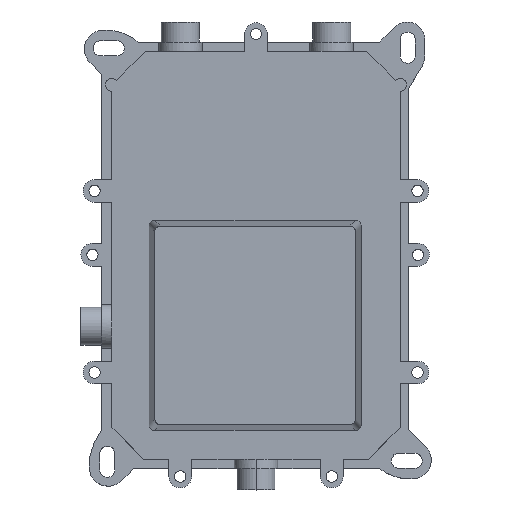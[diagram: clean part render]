
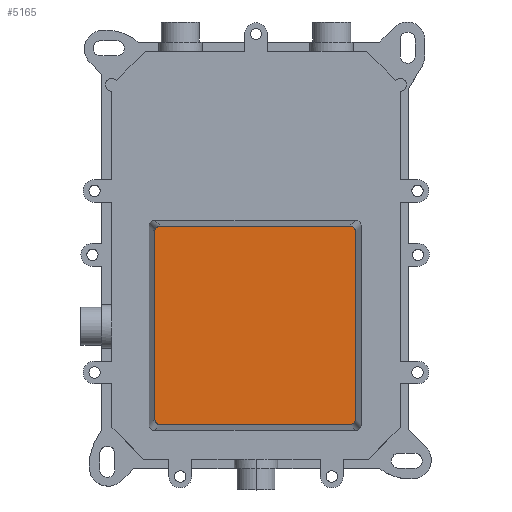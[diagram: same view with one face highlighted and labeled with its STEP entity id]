
A CAD part, top view. The second image highlights one B-rep face of the part: STEP entity #5165.
In plain terms, the highlighted planar face has unit normal (0, 0, 1).
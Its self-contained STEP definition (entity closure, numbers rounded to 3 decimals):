
#63 = CARTESIAN_POINT ( 'NONE',  ( 134.828, 10.28, 264.42 ) ) ;
#77 = LINE ( 'NONE', #181, #2507 ) ;
#181 = CARTESIAN_POINT ( 'NONE',  ( 34.834, 10.28, 264.42 ) ) ;
#253 = CARTESIAN_POINT ( 'NONE',  ( 32.991, 10.881, 264.42 ) ) ;
#352 = CARTESIAN_POINT ( 'NONE',  ( 135.222, 10.28, 264.42 ) ) ;
#359 = EDGE_CURVE ( 'NONE', #3516, #4623, #4353, .T. ) ;
#368 = CARTESIAN_POINT ( 'NONE',  ( 137.828, 12.886, 264.42 ) ) ;
#376 = CARTESIAN_POINT ( 'NONE',  ( 32.991, 114.544, 264.42 ) ) ;
#634 = CARTESIAN_POINT ( 'NONE',  ( 137.828, 112.538, 264.42 ) ) ;
#697 = CARTESIAN_POINT ( 'NONE',  ( 31.834, 112.145, 264.42 ) ) ;
#751 = CARTESIAN_POINT ( 'NONE',  ( 34.05, 10.358, 264.42 ) ) ;
#844 = CARTESIAN_POINT ( 'NONE',  ( 31.834, 112.145, 264.42 ) ) ;
#851 = CARTESIAN_POINT ( 'NONE',  ( 34.05, 115.067, 264.42 ) ) ;
#876 = CARTESIAN_POINT ( 'NONE',  ( 32.213, 113.656, 264.42 ) ) ;
#985 = EDGE_LOOP ( 'NONE', ( #3013, #5046, #4879, #1039, #1994, #3354, #2537, #1931 ) ) ;
#1039 = ORIENTED_EDGE ( 'NONE', *, *, #3046, .T. ) ;
#1117 = CARTESIAN_POINT ( 'NONE',  ( 137.751, 112.929, 264.42 ) ) ;
#1239 = CARTESIAN_POINT ( 'NONE',  ( 34.834, 10.28, 264.42 ) ) ;
#1356 = CARTESIAN_POINT ( 'NONE',  ( 31.834, 112.539, 264.42 ) ) ;
#1512 = EDGE_CURVE ( 'NONE', #5521, #4343, #4580, .T. ) ;
#1530 = VECTOR ( 'NONE', #5499, 1000. ) ;
#1552 = VERTEX_POINT ( 'NONE', #63 ) ;
#1601 = CARTESIAN_POINT ( 'NONE',  ( 137.228, 113.988, 264.42 ) ) ;
#1633 = EDGE_CURVE ( 'NONE', #5461, #3516, #4641, .T. ) ;
#1707 = CARTESIAN_POINT ( 'NONE',  ( 31.834, 12.886, 264.42 ) ) ;
#1931 = ORIENTED_EDGE ( 'NONE', *, *, #1512, .T. ) ;
#1980 = VECTOR ( 'NONE', #5533, 1000. ) ;
#1994 = ORIENTED_EDGE ( 'NONE', *, *, #1633, .T. ) ;
#2026 = CARTESIAN_POINT ( 'NONE',  ( 137.828, 13.28, 264.42 ) ) ;
#2080 = CARTESIAN_POINT ( 'NONE',  ( 136.34, 114.766, 264.42 ) ) ;
#2300 = CARTESIAN_POINT ( 'NONE',  ( 136.34, 10.659, 264.42 ) ) ;
#2492 = DIRECTION ( 'NONE',  ( -1., 0., 0. ) ) ;
#2507 = VECTOR ( 'NONE', #3086, 1000. ) ;
#2537 = ORIENTED_EDGE ( 'NONE', *, *, #2750, .T. ) ;
#2564 = CARTESIAN_POINT ( 'NONE',  ( 135.223, 115.145, 264.42 ) ) ;
#2663 = CARTESIAN_POINT ( 'NONE',  ( 31.912, 12.495, 264.42 ) ) ;
#2750 = EDGE_CURVE ( 'NONE', #4623, #5521, #4453, .T. ) ;
#2776 = CARTESIAN_POINT ( 'NONE',  ( 137.228, 11.437, 264.42 ) ) ;
#2786 = CARTESIAN_POINT ( 'NONE',  ( 34.834, 115.145, 264.42 ) ) ;
#2809 = LINE ( 'NONE', #3047, #1530 ) ;
#2838 = B_SPLINE_CURVE_WITH_KNOTS ( 'NONE', 3,
 ( #3751, #352, #5222, #2300, #5691, #2776, #6190, #3265, #368, #3773 ),
 .UNSPECIFIED., .F., .F.,
 ( 4, 2, 2, 2, 4 ),
 ( 0., 0.25, 0.5, 0.75, 1. ),
 .UNSPECIFIED. ) ;
#2984 = VERTEX_POINT ( 'NONE', #2026 ) ;
#3013 = ORIENTED_EDGE ( 'NONE', *, *, #4822, .T. ) ;
#3046 = EDGE_CURVE ( 'NONE', #2984, #5461, #2809, .T. ) ;
#3047 = CARTESIAN_POINT ( 'NONE',  ( 137.828, 13.28, 264.42 ) ) ;
#3086 = DIRECTION ( 'NONE',  ( 1., 0., 0. ) ) ;
#3089 = EDGE_CURVE ( 'NONE', #3995, #1552, #77, .T. ) ;
#3143 = CARTESIAN_POINT ( 'NONE',  ( 34.834, 10.28, 264.42 ) ) ;
#3154 = CARTESIAN_POINT ( 'NONE',  ( 32.435, 11.437, 264.42 ) ) ;
#3265 = CARTESIAN_POINT ( 'NONE',  ( 137.751, 12.495, 264.42 ) ) ;
#3278 = CARTESIAN_POINT ( 'NONE',  ( 33.323, 114.766, 264.42 ) ) ;
#3354 = ORIENTED_EDGE ( 'NONE', *, *, #359, .T. ) ;
#3516 = VERTEX_POINT ( 'NONE', #4903 ) ;
#3643 = FACE_OUTER_BOUND ( 'NONE', #985, .T. ) ;
#3652 = CARTESIAN_POINT ( 'NONE',  ( 33.323, 10.659, 264.42 ) ) ;
#3706 = CARTESIAN_POINT ( 'NONE',  ( 137.828, 112.145, 264.42 ) ) ;
#3751 = CARTESIAN_POINT ( 'NONE',  ( 134.828, 10.28, 264.42 ) ) ;
#3773 = CARTESIAN_POINT ( 'NONE',  ( 137.828, 13.28, 264.42 ) ) ;
#3783 = CARTESIAN_POINT ( 'NONE',  ( 32.435, 113.988, 264.42 ) ) ;
#3941 = PLANE ( 'NONE',  #4395 ) ;
#3969 = B_SPLINE_CURVE_WITH_KNOTS ( 'NONE', 3,
 ( #5106, #1707, #2663, #6072, #3154, #253, #3652, #751, #4143, #1239 ),
 .UNSPECIFIED., .F., .F.,
 ( 4, 2, 2, 2, 4 ),
 ( 0., 0.25, 0.5, 0.75, 1. ),
 .UNSPECIFIED. ) ;
#3974 = CARTESIAN_POINT ( 'NONE',  ( 34.834, 115.145, 264.42 ) ) ;
#3995 = VERTEX_POINT ( 'NONE', #3143 ) ;
#4013 = CARTESIAN_POINT ( 'NONE',  ( 137.828, 112.145, 264.42 ) ) ;
#4143 = CARTESIAN_POINT ( 'NONE',  ( 34.44, 10.28, 264.42 ) ) ;
#4265 = CARTESIAN_POINT ( 'NONE',  ( 31.912, 112.929, 264.42 ) ) ;
#4343 = VERTEX_POINT ( 'NONE', #4867 ) ;
#4353 = LINE ( 'NONE', #5224, #5490 ) ;
#4395 = AXIS2_PLACEMENT_3D ( 'NONE', #4450, #5421, #2492 ) ;
#4450 = CARTESIAN_POINT ( 'NONE',  ( 84.831, 62.712, 264.42 ) ) ;
#4453 = B_SPLINE_CURVE_WITH_KNOTS ( 'NONE', 3,
 ( #2786, #4749, #851, #3278, #376, #3783, #876, #4265, #1356, #4769 ),
 .UNSPECIFIED., .F., .F.,
 ( 4, 2, 2, 2, 4 ),
 ( 0., 0.25, 0.5, 0.75, 1. ),
 .UNSPECIFIED. ) ;
#4526 = CARTESIAN_POINT ( 'NONE',  ( 137.45, 113.656, 264.42 ) ) ;
#4580 = LINE ( 'NONE', #697, #1980 ) ;
#4623 = VERTEX_POINT ( 'NONE', #3974 ) ;
#4641 = B_SPLINE_CURVE_WITH_KNOTS ( 'NONE', 3,
 ( #4013, #634, #1117, #4526, #1601, #5006, #2080, #5491, #2564, #5973 ),
 .UNSPECIFIED., .F., .F.,
 ( 4, 2, 2, 2, 4 ),
 ( 0., 0.25, 0.5, 0.75, 1. ),
 .UNSPECIFIED. ) ;
#4749 = CARTESIAN_POINT ( 'NONE',  ( 34.441, 115.145, 264.42 ) ) ;
#4769 = CARTESIAN_POINT ( 'NONE',  ( 31.834, 112.145, 264.42 ) ) ;
#4822 = EDGE_CURVE ( 'NONE', #4343, #3995, #3969, .T. ) ;
#4867 = CARTESIAN_POINT ( 'NONE',  ( 31.834, 13.28, 264.42 ) ) ;
#4879 = ORIENTED_EDGE ( 'NONE', *, *, #5742, .T. ) ;
#4903 = CARTESIAN_POINT ( 'NONE',  ( 134.828, 115.145, 264.42 ) ) ;
#5006 = CARTESIAN_POINT ( 'NONE',  ( 136.672, 114.544, 264.42 ) ) ;
#5046 = ORIENTED_EDGE ( 'NONE', *, *, #3089, .T. ) ;
#5106 = CARTESIAN_POINT ( 'NONE',  ( 31.834, 13.28, 264.42 ) ) ;
#5165 = ADVANCED_FACE ( 'NONE', ( #3643 ), #3941, .T. ) ;
#5222 = CARTESIAN_POINT ( 'NONE',  ( 135.613, 10.358, 264.42 ) ) ;
#5224 = CARTESIAN_POINT ( 'NONE',  ( 134.828, 115.145, 264.42 ) ) ;
#5421 = DIRECTION ( 'NONE',  ( 0., 0., 1. ) ) ;
#5461 = VERTEX_POINT ( 'NONE', #3706 ) ;
#5490 = VECTOR ( 'NONE', #6195, 1000. ) ;
#5491 = CARTESIAN_POINT ( 'NONE',  ( 135.613, 115.067, 264.42 ) ) ;
#5499 = DIRECTION ( 'NONE',  ( 0., 1., 0. ) ) ;
#5521 = VERTEX_POINT ( 'NONE', #844 ) ;
#5533 = DIRECTION ( 'NONE',  ( 0., -1., 0. ) ) ;
#5691 = CARTESIAN_POINT ( 'NONE',  ( 136.672, 10.881, 264.42 ) ) ;
#5742 = EDGE_CURVE ( 'NONE', #1552, #2984, #2838, .T. ) ;
#5973 = CARTESIAN_POINT ( 'NONE',  ( 134.828, 115.145, 264.42 ) ) ;
#6072 = CARTESIAN_POINT ( 'NONE',  ( 32.213, 11.769, 264.42 ) ) ;
#6190 = CARTESIAN_POINT ( 'NONE',  ( 137.45, 11.769, 264.42 ) ) ;
#6195 = DIRECTION ( 'NONE',  ( -1., 0., 0. ) ) ;
